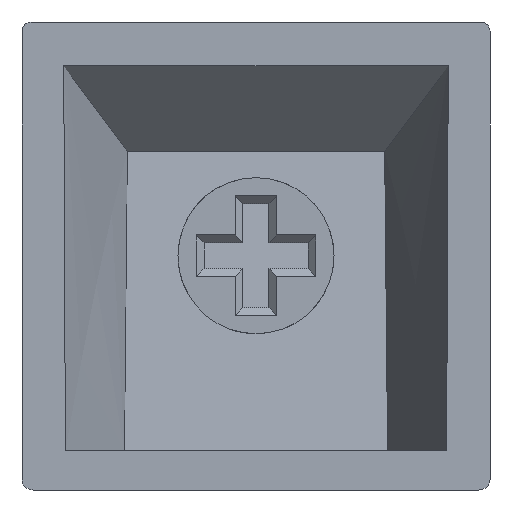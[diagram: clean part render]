
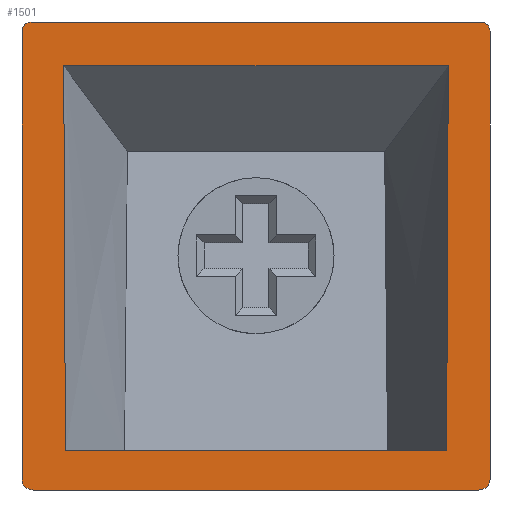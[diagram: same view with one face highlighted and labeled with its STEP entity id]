
A CAD part, front view. The second image highlights one B-rep face of the part: STEP entity #1501.
In plain terms, the highlighted planar face has unit normal (0, -1, 0).
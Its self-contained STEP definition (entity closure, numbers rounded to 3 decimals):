
#1501=ADVANCED_FACE('',(#1502,#1592),#1636,.T.);
#1502=FACE_BOUND('',#1503,.T.);
#1503=EDGE_LOOP('',(#1504,#1514,#1528,#1536,#1550,#1558,#1572,#1580));
#1504=ORIENTED_EDGE('',*,*,#1505,.T.);
#1505=EDGE_CURVE('',#1506,#1508,#1510,.F.);
#1506=VERTEX_POINT('',#1507);
#1507=CARTESIAN_POINT('',(0.451,0.0,-18.0));
#1508=VERTEX_POINT('',#1509);
#1509=CARTESIAN_POINT('',(17.549,0.0,-18.0));
#1510=LINE('',#1511,#1512);
#1511=CARTESIAN_POINT('',(0.0,0.0,-18.0));
#1512=VECTOR('',#1513,1.0);
#1513=DIRECTION('',(-1.0,0.0,0.0));
#1514=ORIENTED_EDGE('',*,*,#1515,.T.);
#1515=EDGE_CURVE('',#1508,#1516,#1518,.T.);
#1516=VERTEX_POINT('',#1517);
#1517=CARTESIAN_POINT('',(18.0,0.0,-17.6));
#1518=B_SPLINE_CURVE_WITH_KNOTS('',2,(#1519,#1520,#1521,#1522,#1523,#1524,#1525,#1526,#1527),.UNSPECIFIED.,.F.,.U.,(3,2,2,2,3),(0.0,0.25,0.5,0.75,1.0),.PIECEWISE_BEZIER_KNOTS.);
#1519=CARTESIAN_POINT('',(17.549,0.0,-18.0));
#1520=CARTESIAN_POINT('',(17.634,0.0,-18.0));
#1521=CARTESIAN_POINT('',(17.714,0.0,-17.973));
#1522=CARTESIAN_POINT('',(17.793,0.0,-17.946));
#1523=CARTESIAN_POINT('',(17.858,0.0,-17.892));
#1524=CARTESIAN_POINT('',(17.924,0.0,-17.838));
#1525=CARTESIAN_POINT('',(17.962,0.0,-17.762));
#1526=CARTESIAN_POINT('',(18.,0.0,-17.686));
#1527=CARTESIAN_POINT('',(18.,0.0,-17.6));
#1528=ORIENTED_EDGE('',*,*,#1529,.T.);
#1529=EDGE_CURVE('',#1516,#1530,#1532,.F.);
#1530=VERTEX_POINT('',#1531);
#1531=CARTESIAN_POINT('',(18.0,0.0,-0.379));
#1532=LINE('',#1533,#1534);
#1533=CARTESIAN_POINT('',(18.0,0.0,0.0));
#1534=VECTOR('',#1535,1.0);
#1535=DIRECTION('',(0.0,0.0,-1.0));
#1536=ORIENTED_EDGE('',*,*,#1537,.T.);
#1537=EDGE_CURVE('',#1530,#1538,#1540,.T.);
#1538=VERTEX_POINT('',#1539);
#1539=CARTESIAN_POINT('',(17.641,0.0,0.0));
#1540=B_SPLINE_CURVE_WITH_KNOTS('',2,(#1541,#1542,#1543,#1544,#1545,#1546,#1547,#1548,#1549),.UNSPECIFIED.,.F.,.U.,(3,2,2,2,3),(0.0,0.25,0.5,0.75,1.0),.PIECEWISE_BEZIER_KNOTS.);
#1541=CARTESIAN_POINT('',(18.,0.0,-0.379));
#1542=CARTESIAN_POINT('',(18.,0.0,-0.304));
#1543=CARTESIAN_POINT('',(17.976,0.0,-0.235));
#1544=CARTESIAN_POINT('',(17.952,0.0,-0.166));
#1545=CARTESIAN_POINT('',(17.902,0.0,-0.111));
#1546=CARTESIAN_POINT('',(17.854,0.0,-0.058));
#1547=CARTESIAN_POINT('',(17.784,0.0,-0.028));
#1548=CARTESIAN_POINT('',(17.718,0.0,0.));
#1549=CARTESIAN_POINT('',(17.641,0.0,0.));
#1550=ORIENTED_EDGE('',*,*,#1551,.T.);
#1551=EDGE_CURVE('',#1538,#1552,#1554,.F.);
#1552=VERTEX_POINT('',#1553);
#1553=CARTESIAN_POINT('',(0.359,0.0,0.0));
#1554=LINE('',#1555,#1556);
#1555=CARTESIAN_POINT('',(0.0,0.0,0.0));
#1556=VECTOR('',#1557,1.0);
#1557=DIRECTION('',(1.0,0.0,0.0));
#1558=ORIENTED_EDGE('',*,*,#1559,.T.);
#1559=EDGE_CURVE('',#1552,#1560,#1562,.T.);
#1560=VERTEX_POINT('',#1561);
#1561=CARTESIAN_POINT('',(0.0,0.0,-0.379));
#1562=B_SPLINE_CURVE_WITH_KNOTS('',2,(#1563,#1564,#1565,#1566,#1567,#1568,#1569,#1570,#1571),.UNSPECIFIED.,.F.,.U.,(3,2,2,2,3),(0.0,0.25,0.5,0.75,1.0),.PIECEWISE_BEZIER_KNOTS.);
#1563=CARTESIAN_POINT('',(0.359,0.0,0.));
#1564=CARTESIAN_POINT('',(0.284,0.0,0.));
#1565=CARTESIAN_POINT('',(0.217,0.0,-0.028));
#1566=CARTESIAN_POINT('',(0.15,0.0,-0.056));
#1567=CARTESIAN_POINT('',(0.098,0.0,-0.111));
#1568=CARTESIAN_POINT('',(0.05,0.0,-0.163));
#1569=CARTESIAN_POINT('',(0.024,0.0,-0.235));
#1570=CARTESIAN_POINT('',(0.,0.0,-0.302));
#1571=CARTESIAN_POINT('',(0.,0.0,-0.379));
#1572=ORIENTED_EDGE('',*,*,#1573,.T.);
#1573=EDGE_CURVE('',#1560,#1574,#1576,.F.);
#1574=VERTEX_POINT('',#1575);
#1575=CARTESIAN_POINT('',(0.0,0.0,-17.6));
#1576=LINE('',#1577,#1578);
#1577=CARTESIAN_POINT('',(0.0,0.0,0.0));
#1578=VECTOR('',#1579,1.0);
#1579=DIRECTION('',(0.0,0.0,1.0));
#1580=ORIENTED_EDGE('',*,*,#1581,.T.);
#1581=EDGE_CURVE('',#1574,#1506,#1582,.T.);
#1582=B_SPLINE_CURVE_WITH_KNOTS('',2,(#1583,#1584,#1585,#1586,#1587,#1588,#1589,#1590,#1591),.UNSPECIFIED.,.F.,.U.,(3,2,2,2,3),(0.0,0.25,0.5,0.75,1.0),.PIECEWISE_BEZIER_KNOTS.);
#1583=CARTESIAN_POINT('',(0.,0.0,-17.6));
#1584=CARTESIAN_POINT('',(0.,0.0,-17.683));
#1585=CARTESIAN_POINT('',(0.038,0.0,-17.761));
#1586=CARTESIAN_POINT('',(0.074,0.0,-17.834));
#1587=CARTESIAN_POINT('',(0.141,0.0,-17.892));
#1588=CARTESIAN_POINT('',(0.203,0.0,-17.944));
#1589=CARTESIAN_POINT('',(0.286,0.0,-17.973));
#1590=CARTESIAN_POINT('',(0.364,0.0,-18.0));
#1591=CARTESIAN_POINT('',(0.451,0.0,-18.0));
#1592=FACE_BOUND('',#1593,.T.);
#1593=EDGE_LOOP('',(#1594,#1604,#1617,#1625));
#1594=ORIENTED_EDGE('',*,*,#1595,.T.);
#1595=EDGE_CURVE('',#1596,#1598,#1600,.T.);
#1596=VERTEX_POINT('',#1597);
#1597=CARTESIAN_POINT('',(16.332,0.,-16.5));
#1598=VERTEX_POINT('',#1599);
#1599=CARTESIAN_POINT('',(1.668,0.0,-16.5));
#1600=LINE('',#1601,#1602);
#1601=CARTESIAN_POINT('',(0.0,0.0,-16.5));
#1602=VECTOR('',#1603,1.0);
#1603=DIRECTION('',(-1.0,0.0,0.0));
#1604=ORIENTED_EDGE('',*,*,#1605,.T.);
#1605=EDGE_CURVE('',#1598,#1606,#1608,.T.);
#1606=VERTEX_POINT('',#1607);
#1607=CARTESIAN_POINT('',(1.606,0.,-1.689));
#1608=B_SPLINE_CURVE_WITH_KNOTS('',3,(#1609,#1610,#1611,#1612,#1613,#1614,#1615,#1616),.UNSPECIFIED.,.F.,.U.,(4,2,2,4),(0.0,4.823,9.817,14.811),.UNSPECIFIED.);
#1609=CARTESIAN_POINT('',(1.668,0.0,-16.5));
#1610=CARTESIAN_POINT('',(1.658,0.0,-14.892));
#1611=CARTESIAN_POINT('',(1.65,0.0,-13.285));
#1612=CARTESIAN_POINT('',(1.635,0.0,-10.012));
#1613=CARTESIAN_POINT('',(1.628,0.,-8.348));
#1614=CARTESIAN_POINT('',(1.616,0.,-5.019));
#1615=CARTESIAN_POINT('',(1.611,0.,-3.354));
#1616=CARTESIAN_POINT('',(1.606,0.,-1.689));
#1617=ORIENTED_EDGE('',*,*,#1618,.T.);
#1618=EDGE_CURVE('',#1606,#1619,#1621,.T.);
#1619=VERTEX_POINT('',#1620);
#1620=CARTESIAN_POINT('',(16.394,0.,-1.689));
#1621=LINE('',#1622,#1623);
#1622=CARTESIAN_POINT('',(0.0,0.0,-1.689));
#1623=VECTOR('',#1624,1.0);
#1624=DIRECTION('',(1.0,0.0,0.0));
#1625=ORIENTED_EDGE('',*,*,#1626,.T.);
#1626=EDGE_CURVE('',#1619,#1596,#1627,.T.);
#1627=B_SPLINE_CURVE_WITH_KNOTS('',3,(#1628,#1629,#1630,#1631,#1632,#1633,#1634,#1635),.UNSPECIFIED.,.F.,.U.,(4,2,2,4),(0.0,4.82,9.816,14.811),.UNSPECIFIED.);
#1628=CARTESIAN_POINT('',(16.394,0.,-1.689));
#1629=CARTESIAN_POINT('',(16.389,0.,-3.296));
#1630=CARTESIAN_POINT('',(16.384,0.,-4.903));
#1631=CARTESIAN_POINT('',(16.372,0.,-8.175));
#1632=CARTESIAN_POINT('',(16.366,0.0,-9.84));
#1633=CARTESIAN_POINT('',(16.35,0.0,-13.17));
#1634=CARTESIAN_POINT('',(16.342,0.,-14.835));
#1635=CARTESIAN_POINT('',(16.332,0.,-16.5));
#1636=PLANE('',#1637);
#1637=AXIS2_PLACEMENT_3D('',#1638,#1639,#1640);
#1638=CARTESIAN_POINT('',(0.0,0.0,0.0));
#1639=DIRECTION('',(0.0,-1.0,0.0));
#1640=DIRECTION('',(0.0,0.0,-1.0));
